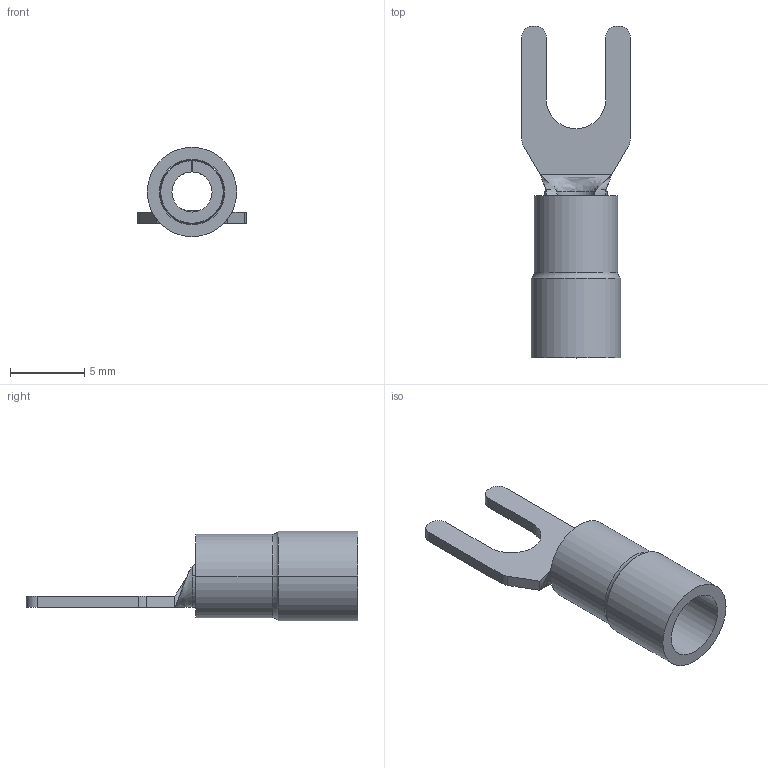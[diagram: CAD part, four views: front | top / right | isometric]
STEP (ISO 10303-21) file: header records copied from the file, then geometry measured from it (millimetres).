
FILE_DESCRIPTION (( 'STEP AP214' ), '1' );
FILE_NAME ('V70GK004008.step', '2017-09-28T13:27:30', ( '' ), ( '' ), 'SwSTEP 2.0', 'SolidWorks 2017', '' );
FILE_SCHEMA (( 'AUTOMOTIVE_DESIGN' ));
Length unit declared in the file: millimetre
Products named in the file (1): V70GK004008
Bounding box: 7.3 x 22.3 x 6 mm (x, y, z)
Volume: 200.7 mm3; surface area: 621.1 mm2
Topology: 2 solids, 2 shells, 47 faces, 118 edges, 76 vertices
Faces by surface type: cylinder 21, plane 18, bspline 6, torus 2
Entity records: 1637 total; most frequent: CARTESIAN_POINT 456, DIRECTION 240, ORIENTED_EDGE 236, EDGE_CURVE 118, AXIS2_PLACEMENT_3D 90, VERTEX_POINT 76, LINE 60, VECTOR 60
